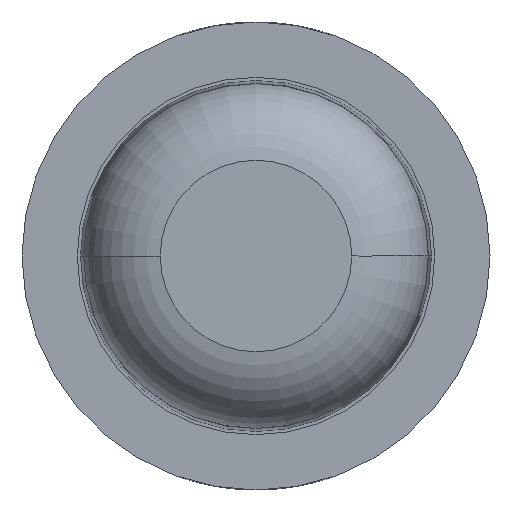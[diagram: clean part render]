
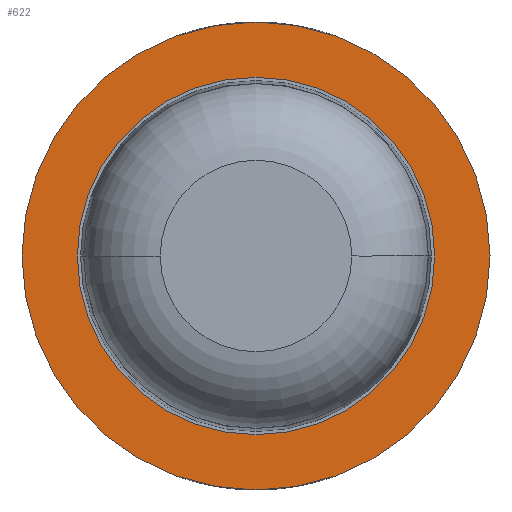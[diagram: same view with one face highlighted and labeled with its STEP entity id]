
A CAD part, front view. The second image highlights one B-rep face of the part: STEP entity #622.
In plain terms, the highlighted planar face has unit normal (0, -1, 0).
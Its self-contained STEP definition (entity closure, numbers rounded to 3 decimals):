
#42 = CIRCLE ( 'NONE', #1780, 0.825 ) ;
#45 = EDGE_CURVE ( 'Defeature ausgef�hrt2_9+Defeature ausgef�hrt2_8+Defeature ausgef�hrt2_8+Defeature ausgef�hrt2_8', #1817, #957, #4680, .T. ) ;
#85 = DIRECTION ( 'NONE',  ( 0., 1., 0. ) ) ;
#550 = EDGE_CURVE ( 'Defeature ausgef�hrt2_0+Defeature ausgef�hrt2_9+Defeature ausgef�hrt2_9+Defeature ausgef�hrt2_9', #4865, #4812, #658, .T. ) ;
#597 = CARTESIAN_POINT ( 'NONE',  ( 0., -7., 0. ) ) ;
#622 = ADVANCED_FACE ( 'Defeature ausgef�hrt2_9', ( #3912, #1446 ), #3502, .F. ) ;
#658 = CIRCLE ( 'NONE', #3090, 1.1 ) ;
#701 = CARTESIAN_POINT ( 'NONE',  ( 1.1, -7., 0. ) ) ;
#843 = AXIS2_PLACEMENT_3D ( 'NONE', #597, #2921, #4049 ) ;
#957 = VERTEX_POINT ( 'NONE', #2894 ) ;
#1038 = CARTESIAN_POINT ( 'NONE',  ( -0.825, -7., 0. ) ) ;
#1069 = AXIS2_PLACEMENT_3D ( 'NONE', #3933, #1238, #2714 ) ;
#1238 = DIRECTION ( 'NONE',  ( 0., 1., 0. ) ) ;
#1254 = DIRECTION ( 'NONE',  ( 0., 1., 0. ) ) ;
#1312 = ORIENTED_EDGE ( 'NONE', *, *, #550, .F. ) ;
#1446 = FACE_BOUND ( 'NONE', #4192, .T. ) ;
#1626 = DIRECTION ( 'NONE',  ( -1., 0., 0. ) ) ;
#1645 = CARTESIAN_POINT ( 'NONE',  ( 0., -7., 0. ) ) ;
#1720 = EDGE_CURVE ( 'Defeature ausgef�hrt2_9+Defeature ausgef�hrt2_8+Defeature ausgef�hrt2_8+Defeature ausgef�hrt2_8', #957, #1817, #42, .T. ) ;
#1780 = AXIS2_PLACEMENT_3D ( 'NONE', #4821, #4855, #4870 ) ;
#1817 = VERTEX_POINT ( 'NONE', #1038 ) ;
#1959 = ORIENTED_EDGE ( 'NONE', *, *, #4585, .F. ) ;
#2714 = DIRECTION ( 'NONE',  ( -1., 0., 0. ) ) ;
#2740 = CARTESIAN_POINT ( 'NONE',  ( 0., -7., 0. ) ) ;
#2894 = CARTESIAN_POINT ( 'NONE',  ( 0.825, -7., 0. ) ) ;
#2921 = DIRECTION ( 'NONE',  ( 0., 1., 0. ) ) ;
#2993 = ORIENTED_EDGE ( 'NONE', *, *, #45, .T. ) ;
#3090 = AXIS2_PLACEMENT_3D ( 'NONE', #1645, #1254, #1626 ) ;
#3321 = CARTESIAN_POINT ( 'NONE',  ( -1.1, -7., 0. ) ) ;
#3467 = EDGE_LOOP ( 'NONE', ( #1959, #1312 ) ) ;
#3502 = PLANE ( 'NONE',  #1069 ) ;
#3890 = AXIS2_PLACEMENT_3D ( 'NONE', #2740, #85, #4303 ) ;
#3912 = FACE_OUTER_BOUND ( 'NONE', #3467, .T. ) ;
#3933 = CARTESIAN_POINT ( 'NONE',  ( 1.1, -7., 0. ) ) ;
#4049 = DIRECTION ( 'NONE',  ( -1., 0., 0. ) ) ;
#4055 = ORIENTED_EDGE ( 'NONE', *, *, #1720, .T. ) ;
#4192 = EDGE_LOOP ( 'NONE', ( #2993, #4055 ) ) ;
#4303 = DIRECTION ( 'NONE',  ( -1., 0., 0. ) ) ;
#4585 = EDGE_CURVE ( 'Defeature ausgef�hrt2_0+Defeature ausgef�hrt2_9+Defeature ausgef�hrt2_9+Defeature ausgef�hrt2_9', #4812, #4865, #4897, .T. ) ;
#4680 = CIRCLE ( 'NONE', #843, 0.825 ) ;
#4812 = VERTEX_POINT ( 'NONE', #3321 ) ;
#4821 = CARTESIAN_POINT ( 'NONE',  ( 0., -7., 0. ) ) ;
#4855 = DIRECTION ( 'NONE',  ( 0., 1., 0. ) ) ;
#4865 = VERTEX_POINT ( 'NONE', #701 ) ;
#4870 = DIRECTION ( 'NONE',  ( -1., 0., 0. ) ) ;
#4897 = CIRCLE ( 'NONE', #3890, 1.1 ) ;
